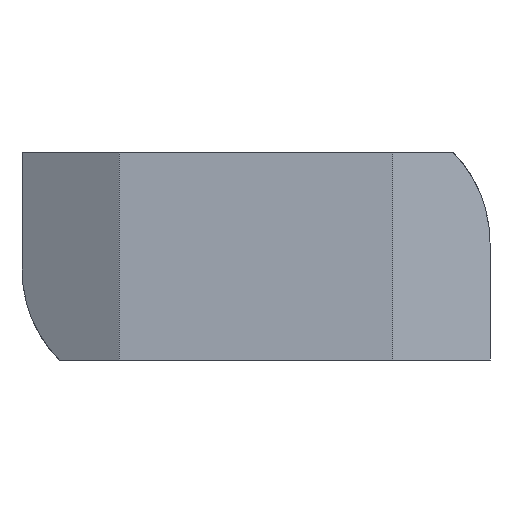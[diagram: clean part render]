
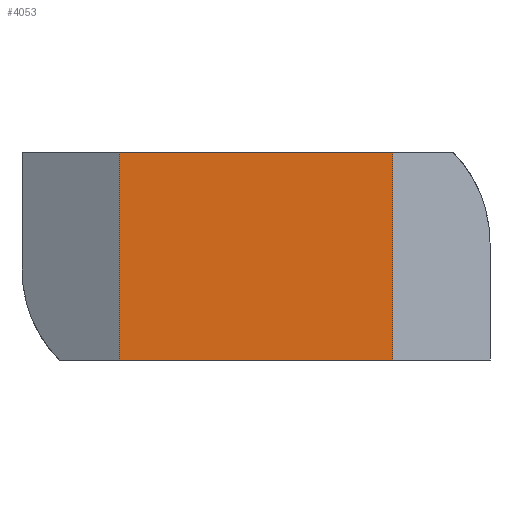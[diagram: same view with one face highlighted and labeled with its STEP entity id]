
A CAD part, front view. The second image highlights one B-rep face of the part: STEP entity #4053.
In plain terms, the highlighted planar face has unit normal (0, -1, 0).
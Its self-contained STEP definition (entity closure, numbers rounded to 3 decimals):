
#401 = VERTEX_POINT ( 'NONE', #6737 ) ;
#636 = DIRECTION ( 'NONE',  ( 0., -1., 0. ) ) ;
#846 = DIRECTION ( 'NONE',  ( 0., 0., 1. ) ) ;
#1248 = VERTEX_POINT ( 'NONE', #7626 ) ;
#1526 = CARTESIAN_POINT ( 'NONE',  ( 5.25, 0., 0. ) ) ;
#1989 = EDGE_CURVE ( 'NONE', #3812, #1248, #6881, .T. ) ;
#2282 = EDGE_CURVE ( 'NONE', #401, #3378, #5969, .T. ) ;
#2408 = CARTESIAN_POINT ( 'NONE',  ( 5.25, 0., -8. ) ) ;
#2957 = VECTOR ( 'NONE', #6056, 1000. ) ;
#3194 = LINE ( 'NONE', #5297, #2957 ) ;
#3378 = VERTEX_POINT ( 'NONE', #1526 ) ;
#3509 = PLANE ( 'NONE',  #6430 ) ;
#3541 = ORIENTED_EDGE ( 'NONE', *, *, #2282, .T. ) ;
#3699 = ORIENTED_EDGE ( 'NONE', *, *, #7401, .T. ) ;
#3812 = VERTEX_POINT ( 'NONE', #7646 ) ;
#3876 = LINE ( 'NONE', #8977, #3984 ) ;
#3984 = VECTOR ( 'NONE', #5954, 1000. ) ;
#4053 = ADVANCED_FACE ( 'NONE', ( #4159 ), #3509, .T. ) ;
#4065 = VECTOR ( 'NONE', #846, 1000. ) ;
#4159 = FACE_OUTER_BOUND ( 'NONE', #6435, .T. ) ;
#4972 = DIRECTION ( 'NONE',  ( 0., 0., 1. ) ) ;
#5297 = CARTESIAN_POINT ( 'NONE',  ( 5.25, 0., -8. ) ) ;
#5953 = VECTOR ( 'NONE', #4972, 1000. ) ;
#5954 = DIRECTION ( 'NONE',  ( 1., 0., 0. ) ) ;
#5969 = LINE ( 'NONE', #2408, #4065 ) ;
#6056 = DIRECTION ( 'NONE',  ( 1., 0., 0. ) ) ;
#6076 = ORIENTED_EDGE ( 'NONE', *, *, #7450, .F. ) ;
#6407 = CARTESIAN_POINT ( 'NONE',  ( -5.25, 0., -8. ) ) ;
#6427 = CARTESIAN_POINT ( 'NONE',  ( 5.25, 0., -8. ) ) ;
#6430 = AXIS2_PLACEMENT_3D ( 'NONE', #6427, #636, #9332 ) ;
#6435 = EDGE_LOOP ( 'NONE', ( #6076, #8035, #3699, #3541 ) ) ;
#6737 = CARTESIAN_POINT ( 'NONE',  ( 5.25, 0., -8. ) ) ;
#6881 = LINE ( 'NONE', #6407, #5953 ) ;
#7401 = EDGE_CURVE ( 'NONE', #3812, #401, #3194, .T. ) ;
#7450 = EDGE_CURVE ( 'NONE', #1248, #3378, #3876, .T. ) ;
#7626 = CARTESIAN_POINT ( 'NONE',  ( -5.25, 0., 0. ) ) ;
#7646 = CARTESIAN_POINT ( 'NONE',  ( -5.25, 0., -8. ) ) ;
#8035 = ORIENTED_EDGE ( 'NONE', *, *, #1989, .F. ) ;
#8977 = CARTESIAN_POINT ( 'NONE',  ( 5.25, 0., 0. ) ) ;
#9332 = DIRECTION ( 'NONE',  ( 1., 0., 0. ) ) ;
